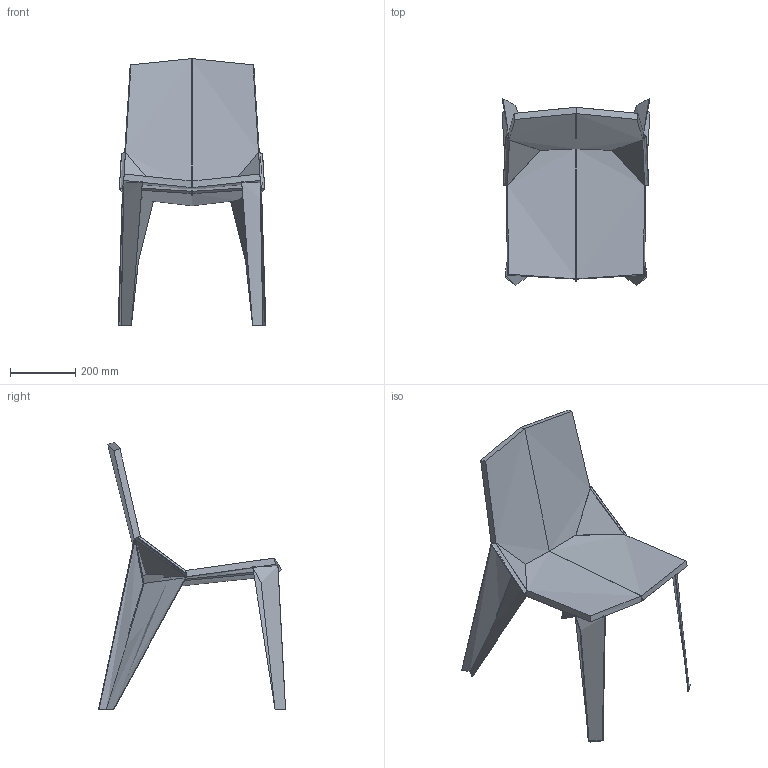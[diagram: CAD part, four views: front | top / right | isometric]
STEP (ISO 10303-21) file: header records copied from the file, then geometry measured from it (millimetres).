
FILE_DESCRIPTION(/* description */ (''),/* implementation_level */ '2;1');
FILE_NAME(/* name */ '164940 - callas 48x58x85',/* time_stamp */ '2014-07-31T12:00:12+02:00',/* author */ (''),/* organization */ (''),/* preprocessor_version */ 'ST-DEVELOPER v10',/* originating_system */ '',/* authorisation */ '');
FILE_SCHEMA (('CONFIG_CONTROL_DESIGN'));
Length unit declared in the file: millimetre
Products named in the file (1): 1
Bounding box: 452.71 x 572.63 x 816.8 mm (x, y, z)
Surface area: 1269903.6 mm2 (no closed solid volume)
Topology: 0 solids, 56 shells, 114 faces, 570 edges, 474 vertices
Faces by surface type: bspline 110, plane 4
Entity records: 23500 total; most frequent: CARTESIAN_POINT 20909, ORIENTED_EDGE 546, EDGE_CURVE 436, VERTEX_POINT 368, B_SPLINE_CURVE_WITH_KNOTS 316, ADVANCED_FACE 114, FACE_OUTER_BOUND 114, EDGE_LOOP 114
